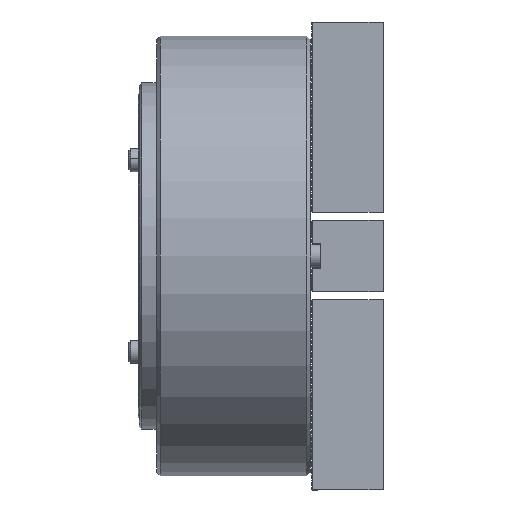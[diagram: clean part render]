
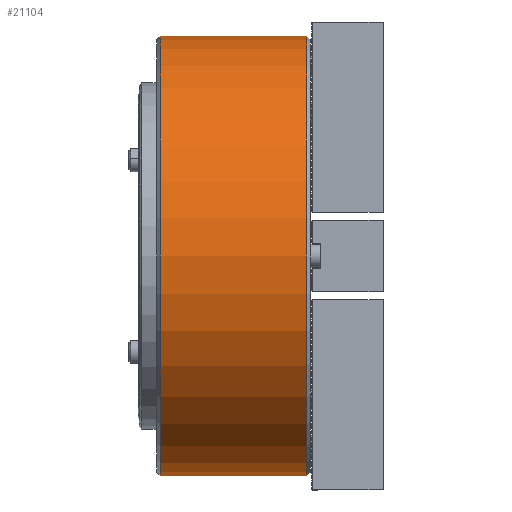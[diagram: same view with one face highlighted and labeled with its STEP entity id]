
A CAD part, front view. The second image highlights one B-rep face of the part: STEP entity #21104.
In plain terms, the highlighted cylindrical face has radius 190.5 mm (diameter 381 mm), a partial arc.
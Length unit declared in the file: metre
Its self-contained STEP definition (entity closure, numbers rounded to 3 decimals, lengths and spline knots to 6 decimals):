
#159 = DIRECTION ( 'NONE',  ( 0., 0., -1. ) ) ;
#3586 = AXIS2_PLACEMENT_3D ( 'NONE', #7936, #30641, #11173 ) ;
#7262 = CARTESIAN_POINT ( 'NONE',  ( 0., 0., -0.1905 ) ) ;
#7821 = CIRCLE ( 'NONE', #10010, 0.1905 ) ;
#7936 = CARTESIAN_POINT ( 'NONE',  ( -0.13, 0., 0. ) ) ;
#10010 = AXIS2_PLACEMENT_3D ( 'NONE', #29533, #10066, #32835 ) ;
#10066 = DIRECTION ( 'NONE',  ( -1., 0., 0. ) ) ;
#10139 = ORIENTED_EDGE ( 'NONE', *, *, #16557, .T. ) ;
#11173 = DIRECTION ( 'NONE',  ( 0., 0., 1. ) ) ;
#11805 = ORIENTED_EDGE ( 'NONE', *, *, #19721, .T. ) ;
#12460 = CIRCLE ( 'NONE', #3586, 0.1905 ) ;
#14002 = VECTOR ( 'NONE', #18717, 1. ) ;
#16557 = EDGE_CURVE ( 'NONE', #37987, #28387, #7821, .T. ) ;
#17291 = EDGE_LOOP ( 'NONE', ( #23959, #24481, #11805, #10139 ) ) ;
#18717 = DIRECTION ( 'NONE',  ( 1., 0., 0. ) ) ;
#19662 = VECTOR ( 'NONE', #23578, 1. ) ;
#19721 = EDGE_CURVE ( 'NONE', #24766, #37987, #29310, .T. ) ;
#20360 = VERTEX_POINT ( 'NONE', #41464 ) ;
#21104 = ADVANCED_FACE ( 'NONE', ( #22069 ), #37361, .T. ) ;
#21810 = CARTESIAN_POINT ( 'NONE',  ( 0., 0., 0.1905 ) ) ;
#22069 = FACE_OUTER_BOUND ( 'NONE', #17291, .T. ) ;
#22502 = CARTESIAN_POINT ( 'NONE',  ( -0.003, 0., 0.1905 ) ) ;
#22911 = CARTESIAN_POINT ( 'NONE',  ( 0., 0., 0. ) ) ;
#23516 = AXIS2_PLACEMENT_3D ( 'NONE', #22911, #26144, #159 ) ;
#23578 = DIRECTION ( 'NONE',  ( 1., 0., 0. ) ) ;
#23959 = ORIENTED_EDGE ( 'NONE', *, *, #40437, .F. ) ;
#24481 = ORIENTED_EDGE ( 'NONE', *, *, #40230, .T. ) ;
#24766 = VERTEX_POINT ( 'NONE', #29646 ) ;
#26144 = DIRECTION ( 'NONE',  ( 1., 0., 0. ) ) ;
#28387 = VERTEX_POINT ( 'NONE', #22502 ) ;
#28840 = CARTESIAN_POINT ( 'NONE',  ( -0.003, 0., -0.1905 ) ) ;
#29310 = LINE ( 'NONE', #7262, #19662 ) ;
#29533 = CARTESIAN_POINT ( 'NONE',  ( -0.003, 0., 0. ) ) ;
#29646 = CARTESIAN_POINT ( 'NONE',  ( -0.13, 0., -0.1905 ) ) ;
#30641 = DIRECTION ( 'NONE',  ( 1., 0., 0. ) ) ;
#32835 = DIRECTION ( 'NONE',  ( 0., 0., -1. ) ) ;
#37361 = CYLINDRICAL_SURFACE ( 'NONE', #23516, 0.1905 ) ;
#37987 = VERTEX_POINT ( 'NONE', #28840 ) ;
#40230 = EDGE_CURVE ( 'NONE', #20360, #24766, #12460, .T. ) ;
#40437 = EDGE_CURVE ( 'NONE', #20360, #28387, #41950, .T. ) ;
#41464 = CARTESIAN_POINT ( 'NONE',  ( -0.13, 0., 0.1905 ) ) ;
#41950 = LINE ( 'NONE', #21810, #14002 ) ;
